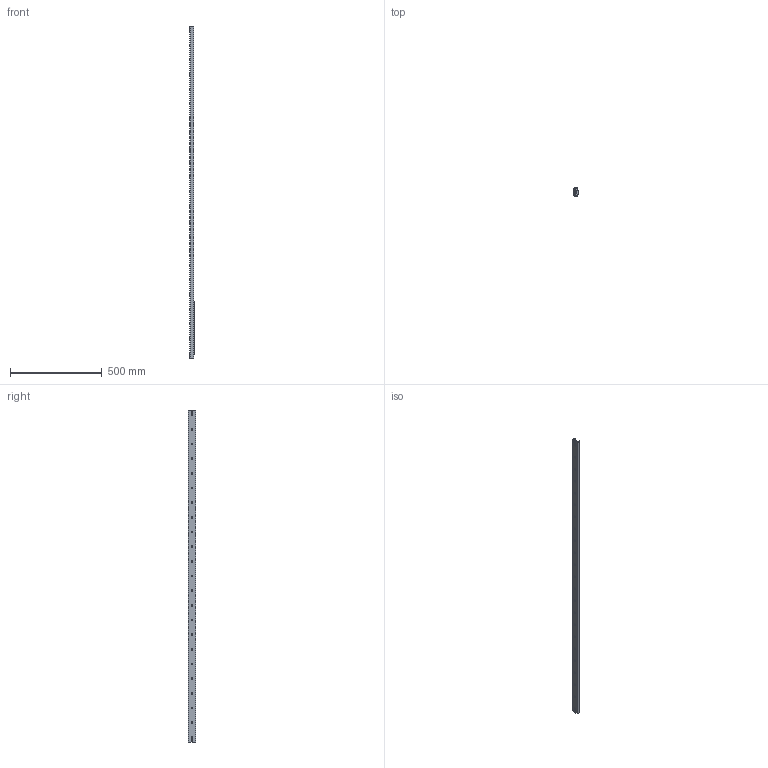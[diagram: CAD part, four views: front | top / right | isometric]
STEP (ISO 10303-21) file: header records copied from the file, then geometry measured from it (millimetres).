
FILE_DESCRIPTION((''),'2;1');
FILE_NAME('LCE 43-1810-0290.stp','2011-03-07T14:14:55',('MKoza'),(''),'Autodesk Inventor 2009','Autodesk Inventor 2009','');
FILE_SCHEMA(('AUTOMOTIVE_DESIGN { 1 0 10303 214 1 1 1 1 }'));
Length unit declared in the file: millimetre
Products named in the file (5): LCE 43; LLO 43; KF.LCE 43; + SC M10x0,75x3,2
Assembly tree (5 placements, depth 2):
  LCE 43
    LCE 43
    LLO 43
    KF.LCE 43
    + SC M10x0,75x3,2  x2
Bounding box: 22 x 43 x 1810 mm (x, y, z)
Volume: 795152.6 mm3; surface area: 421052.4 mm2
Topology: 5 solids, 5 shells, 184 faces, 518 edges, 346 vertices
Faces by surface type: bspline 68, plane 67, cylinder 41, torus 6, cone 2
Full cylindrical faces by diameter (mm): 10 x2, 12 x2
Entity records: 6271 total; most frequent: CARTESIAN_POINT 2079, DIRECTION 798, ORIENTED_EDGE 772, EDGE_CURVE 386, EDGE_LOOP 326, AXIS2_PLACEMENT_3D 307, VERTEX_POINT 296, CIRCLE 190
